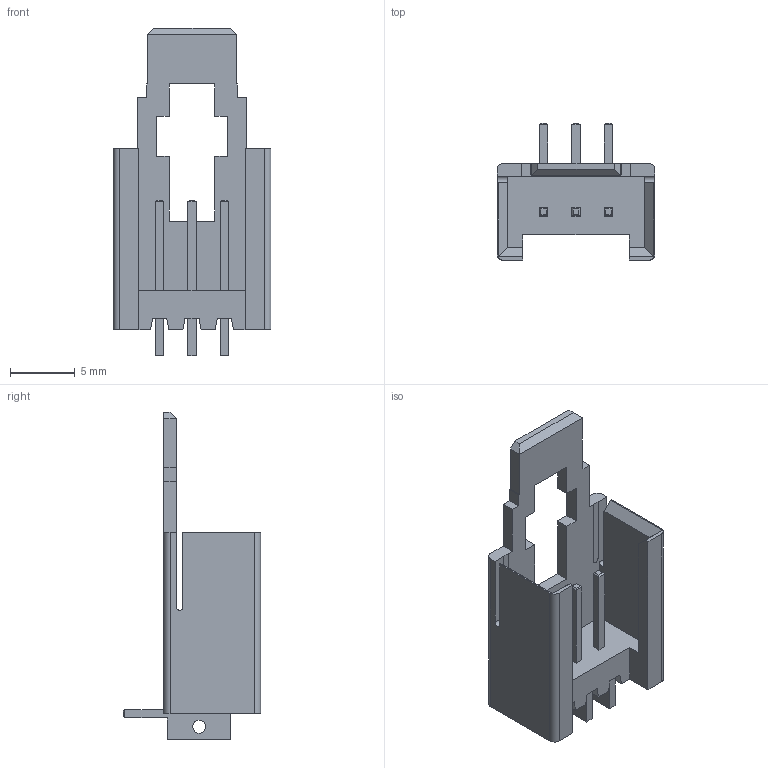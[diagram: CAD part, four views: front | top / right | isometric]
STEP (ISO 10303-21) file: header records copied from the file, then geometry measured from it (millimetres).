
FILE_DESCRIPTION(/* description */ (''),/* implementation_level */ '2;1');
FILE_NAME(/* name */ 'Stocko_MKS_2853-6-0-303_1x3_P2.50mm_Horizontal.step',/* time_stamp */ '2024-08-19T19:01:57+02:00',/* author */ (''),/* organization */ (''),/* preprocessor_version */ 'ST-DEVELOPER v20',/* originating_system */ 'Autodesk Translation Framework v13.14.0.145',/* authorisation */ '');
FILE_SCHEMA (('AUTOMOTIVE_DESIGN { 1 0 10303 214 3 1 1 }'));
Length unit declared in the file: millimetre
Products named in the file (1): Stocko_MKS_2853-6-0-303_1x3_P2.50mm_Horizontal
Bounding box: 12.2 x 10.6 x 25.3 mm (x, y, z)
Volume: 535.1 mm3; surface area: 1195 mm2
Topology: 1 solids, 1 shells, 146 faces, 386 edges, 248 vertices
Faces by surface type: plane 135, cylinder 11
Full cylindrical faces by diameter (mm): 1 x3
Entity records: 4543 total; most frequent: CARTESIAN_POINT 781, ORIENTED_EDGE 772, DIRECTION 702, EDGE_CURVE 386, LINE 364, VECTOR 364, VERTEX_POINT 248, AXIS2_PLACEMENT_3D 169
